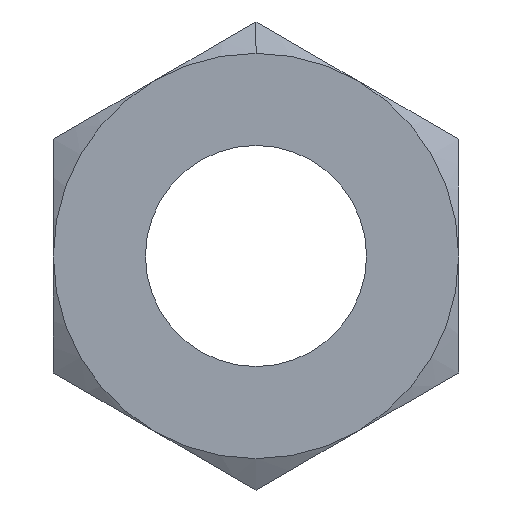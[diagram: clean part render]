
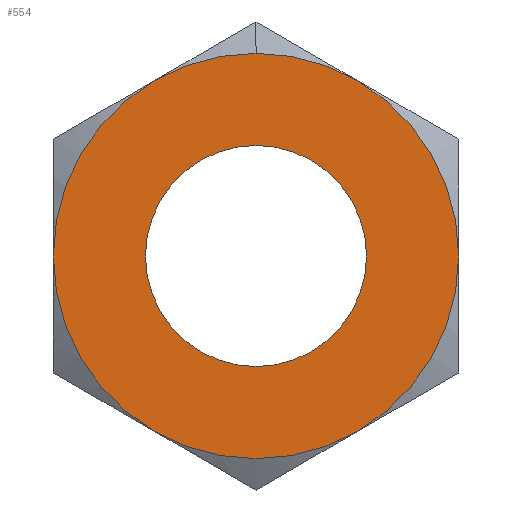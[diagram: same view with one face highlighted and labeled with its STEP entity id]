
A CAD part, front view. The second image highlights one B-rep face of the part: STEP entity #554.
In plain terms, the highlighted planar face has unit normal (0, -1, 0).
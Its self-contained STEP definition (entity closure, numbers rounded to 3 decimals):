
#15 = CIRCLE ( 'NONE', #636, 2.75 ) ;
#17 = AXIS2_PLACEMENT_3D ( 'NONE', #585, #278, #282 ) ;
#29 = EDGE_CURVE ( 'NONE', #749, #513, #343, .T. ) ;
#35 = CIRCLE ( 'NONE', #427, 1.5 ) ;
#36 = EDGE_CURVE ( 'NONE', #507, #407, #35, .T. ) ;
#41 = DIRECTION ( 'NONE',  ( 0., 1., 0. ) ) ;
#47 = DIRECTION ( 'NONE',  ( 0., 1., 0. ) ) ;
#58 = VERTEX_POINT ( 'NONE', #645 ) ;
#62 = CARTESIAN_POINT ( 'NONE',  ( 1.375, -1.2, 2.382 ) ) ;
#69 = DIRECTION ( 'NONE',  ( 0., 0., 1. ) ) ;
#78 = FACE_BOUND ( 'NONE', #369, .T. ) ;
#80 = VERTEX_POINT ( 'NONE', #529 ) ;
#83 = CIRCLE ( 'NONE', #366, 2.75 ) ;
#100 = DIRECTION ( 'NONE',  ( 0., -1., 0. ) ) ;
#102 = DIRECTION ( 'NONE',  ( 0., 0., 1. ) ) ;
#103 = VERTEX_POINT ( 'NONE', #62 ) ;
#114 = CIRCLE ( 'NONE', #611, 2.75 ) ;
#118 = EDGE_LOOP ( 'NONE', ( #639, #670, #376, #251, #352, #337, #332 ) ) ;
#138 = EDGE_CURVE ( 'NONE', #80, #58, #15, .T. ) ;
#149 = CARTESIAN_POINT ( 'NONE',  ( -2.75, -1.2, 0. ) ) ;
#150 = CARTESIAN_POINT ( 'NONE',  ( 0., -1.2, 0. ) ) ;
#153 = DIRECTION ( 'NONE',  ( 0., 0., 1. ) ) ;
#170 = CARTESIAN_POINT ( 'NONE',  ( 0., -1.2, 0. ) ) ;
#190 = CARTESIAN_POINT ( 'NONE',  ( 0., -1.2, 0. ) ) ;
#193 = DIRECTION ( 'NONE',  ( 0., 0., 1. ) ) ;
#206 = VERTEX_POINT ( 'NONE', #487 ) ;
#216 = DIRECTION ( 'NONE',  ( 0., -1., 0. ) ) ;
#222 = CARTESIAN_POINT ( 'NONE',  ( 0., -1.2, 0. ) ) ;
#229 = EDGE_CURVE ( 'NONE', #407, #507, #614, .T. ) ;
#238 = CARTESIAN_POINT ( 'NONE',  ( 1.375, -1.2, -2.382 ) ) ;
#239 = DIRECTION ( 'NONE',  ( 0., 0., 1. ) ) ;
#243 = EDGE_CURVE ( 'NONE', #206, #749, #730, .T. ) ;
#251 = ORIENTED_EDGE ( 'NONE', *, *, #578, .T. ) ;
#255 = CARTESIAN_POINT ( 'NONE',  ( 0., -1.2, 1.5 ) ) ;
#265 = ORIENTED_EDGE ( 'NONE', *, *, #36, .T. ) ;
#270 = EDGE_CURVE ( 'NONE', #103, #513, #549, .T. ) ;
#278 = DIRECTION ( 'NONE',  ( 0., -1., 0. ) ) ;
#282 = DIRECTION ( 'NONE',  ( 0., 0., 1. ) ) ;
#309 = AXIS2_PLACEMENT_3D ( 'NONE', #497, #364, #193 ) ;
#328 = DIRECTION ( 'NONE',  ( 0., 0., 1. ) ) ;
#332 = ORIENTED_EDGE ( 'NONE', *, *, #270, .F. ) ;
#337 = ORIENTED_EDGE ( 'NONE', *, *, #29, .T. ) ;
#343 = CIRCLE ( 'NONE', #772, 2.75 ) ;
#352 = ORIENTED_EDGE ( 'NONE', *, *, #243, .T. ) ;
#364 = DIRECTION ( 'NONE',  ( 0., -1., 0. ) ) ;
#366 = AXIS2_PLACEMENT_3D ( 'NONE', #628, #216, #579 ) ;
#369 = EDGE_LOOP ( 'NONE', ( #265, #767 ) ) ;
#376 = ORIENTED_EDGE ( 'NONE', *, *, #633, .T. ) ;
#394 = CARTESIAN_POINT ( 'NONE',  ( -2.75, -1.2, -1.588 ) ) ;
#407 = VERTEX_POINT ( 'NONE', #255 ) ;
#413 = DIRECTION ( 'NONE',  ( 0., 0., 1. ) ) ;
#414 = DIRECTION ( 'NONE',  ( 0., 0., 1. ) ) ;
#427 = AXIS2_PLACEMENT_3D ( 'NONE', #150, #47, #102 ) ;
#437 = AXIS2_PLACEMENT_3D ( 'NONE', #190, #669, #239 ) ;
#487 = CARTESIAN_POINT ( 'NONE',  ( -1.375, -1.2, -2.382 ) ) ;
#493 = DIRECTION ( 'NONE',  ( 0., 1., 0. ) ) ;
#497 = CARTESIAN_POINT ( 'NONE',  ( 0., -1.2, 0. ) ) ;
#507 = VERTEX_POINT ( 'NONE', #574 ) ;
#513 = VERTEX_POINT ( 'NONE', #755 ) ;
#519 = PLANE ( 'NONE',  #572 ) ;
#529 = CARTESIAN_POINT ( 'NONE',  ( 0., -1.2, 2.75 ) ) ;
#535 = DIRECTION ( 'NONE',  ( 0., -1., 0. ) ) ;
#549 = CIRCLE ( 'NONE', #437, 2.75 ) ;
#554 = ADVANCED_FACE ( 'NONE', ( #680, #78 ), #519, .F. ) ;
#559 = VERTEX_POINT ( 'NONE', #149 ) ;
#572 = AXIS2_PLACEMENT_3D ( 'NONE', #394, #41, #153 ) ;
#574 = CARTESIAN_POINT ( 'NONE',  ( 0., -1.2, -1.5 ) ) ;
#578 = EDGE_CURVE ( 'NONE', #559, #206, #83, .T. ) ;
#579 = DIRECTION ( 'NONE',  ( 0., 0., 1. ) ) ;
#585 = CARTESIAN_POINT ( 'NONE',  ( 0., -1.2, 0. ) ) ;
#589 = CARTESIAN_POINT ( 'NONE',  ( 0., -1.2, 0. ) ) ;
#604 = EDGE_CURVE ( 'NONE', #103, #80, #114, .T. ) ;
#611 = AXIS2_PLACEMENT_3D ( 'NONE', #589, #703, #413 ) ;
#614 = CIRCLE ( 'NONE', #760, 1.5 ) ;
#626 = CIRCLE ( 'NONE', #17, 2.75 ) ;
#628 = CARTESIAN_POINT ( 'NONE',  ( 0., -1.2, 0. ) ) ;
#633 = EDGE_CURVE ( 'NONE', #58, #559, #626, .T. ) ;
#636 = AXIS2_PLACEMENT_3D ( 'NONE', #170, #535, #414 ) ;
#639 = ORIENTED_EDGE ( 'NONE', *, *, #604, .T. ) ;
#645 = CARTESIAN_POINT ( 'NONE',  ( -1.375, -1.2, 2.382 ) ) ;
#669 = DIRECTION ( 'NONE',  ( 0., 1., 0. ) ) ;
#670 = ORIENTED_EDGE ( 'NONE', *, *, #138, .T. ) ;
#680 = FACE_OUTER_BOUND ( 'NONE', #118, .T. ) ;
#703 = DIRECTION ( 'NONE',  ( 0., -1., 0. ) ) ;
#730 = CIRCLE ( 'NONE', #309, 2.75 ) ;
#731 = CARTESIAN_POINT ( 'NONE',  ( 0., -1.2, 0. ) ) ;
#749 = VERTEX_POINT ( 'NONE', #238 ) ;
#755 = CARTESIAN_POINT ( 'NONE',  ( 2.75, -1.2, 0. ) ) ;
#760 = AXIS2_PLACEMENT_3D ( 'NONE', #731, #493, #69 ) ;
#767 = ORIENTED_EDGE ( 'NONE', *, *, #229, .T. ) ;
#772 = AXIS2_PLACEMENT_3D ( 'NONE', #222, #100, #328 ) ;
